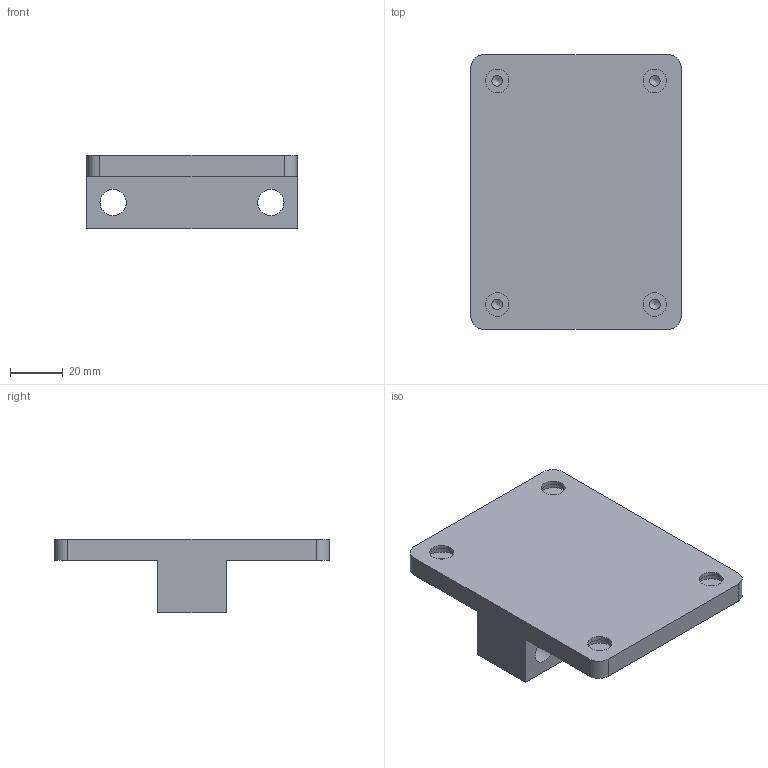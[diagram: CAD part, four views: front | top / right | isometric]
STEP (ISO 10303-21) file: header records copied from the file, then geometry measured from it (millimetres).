
FILE_DESCRIPTION(/* description */ (''),/* implementation_level */ '2;1');
FILE_NAME(/* name */ '26b55abe-cd74-49c5-a7df-dccaca338a31.stp',/* time_stamp */ '2024-03-29T15:56:22Z',/* author */ (''),/* organization */ (''),/* preprocessor_version */ 'ST-DEVELOPER v20',/* originating_system */ 'Autodesk Translation Framework v12.20.1.177',/* authorisation */ '');
FILE_SCHEMA (('AUTOMOTIVE_DESIGN { 1 0 10303 214 3 1 1 }'));
Length unit declared in the file: millimetre
Products named in the file (1): sensor_holder
Bounding box: 80 x 104.5 x 28 mm (x, y, z)
Volume: 102229.5 mm3; surface area: 26340.9 mm2
Topology: 1 solids, 1 shells, 36 faces, 78 edges, 52 vertices
Faces by surface type: plane 18, cylinder 14, cone 4
Full cylindrical faces by diameter (mm): 9 x4, 10 x2, 13 x4
Entity records: 1022 total; most frequent: DIRECTION 180, CARTESIAN_POINT 163, ORIENTED_EDGE 148, EDGE_CURVE 74, AXIS2_PLACEMENT_3D 69, EDGE_LOOP 52, VERTEX_POINT 52, LINE 42
